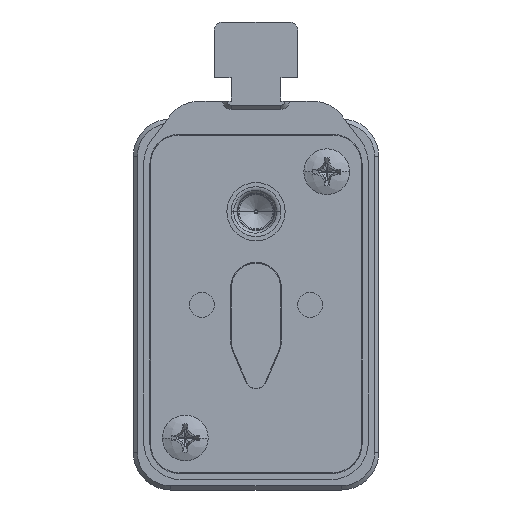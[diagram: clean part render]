
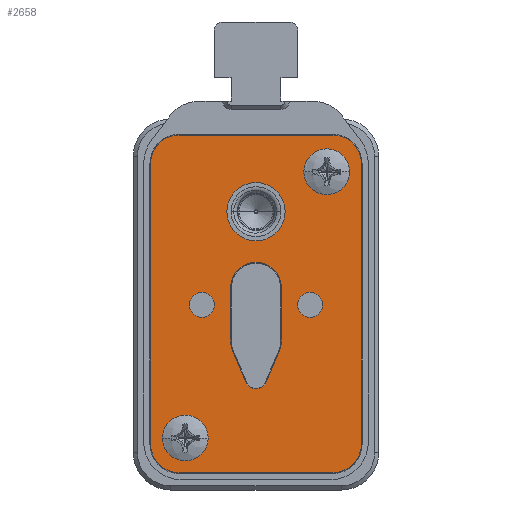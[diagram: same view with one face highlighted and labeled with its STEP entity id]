
A CAD part, front view. The second image highlights one B-rep face of the part: STEP entity #2658.
In plain terms, the highlighted face is planar.
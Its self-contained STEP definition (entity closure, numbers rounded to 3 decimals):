
#1004=CARTESIAN_POINT('',(9.25,17.,2.5));
#1005=DIRECTION('',(0.,0.,-1.));
#1006=DIRECTION('',(0.,1.,0.));
#1007=AXIS2_PLACEMENT_3D('',#1004,#1005,#1006);
#1009=CARTESIAN_POINT('',(9.25,-16.75,2.5));
#1010=DIRECTION('',(0.,0.,-1.));
#1011=DIRECTION('',(1.,0.,0.));
#1012=AXIS2_PLACEMENT_3D('',#1009,#1010,#1011);
#1014=CARTESIAN_POINT('',(-9.25,-16.75,2.5));
#1015=DIRECTION('',(0.,0.,-1.));
#1016=DIRECTION('',(0.,-1.,0.));
#1017=AXIS2_PLACEMENT_3D('',#1014,#1015,#1016);
#1019=CARTESIAN_POINT('',(-9.25,17.,2.5));
#1020=DIRECTION('',(0.,0.,-1.));
#1021=DIRECTION('',(-1.,0.,0.));
#1022=AXIS2_PLACEMENT_3D('',#1019,#1020,#1021);
#1024=CARTESIAN_POINT('',(8.5,16.,2.5));
#1025=DIRECTION('',(0.,0.,1.));
#1026=DIRECTION('',(1.,0.,0.));
#1027=AXIS2_PLACEMENT_3D('',#1024,#1025,#1026);
#1029=CARTESIAN_POINT('',(8.5,16.,2.5));
#1030=DIRECTION('',(0.,0.,1.));
#1031=DIRECTION('',(-1.,0.,0.));
#1032=AXIS2_PLACEMENT_3D('',#1029,#1030,#1031);
#1034=CARTESIAN_POINT('',(-8.5,-16.,2.5));
#1035=DIRECTION('',(0.,0.,1.));
#1036=DIRECTION('',(1.,0.,0.));
#1037=AXIS2_PLACEMENT_3D('',#1034,#1035,#1036);
#1039=CARTESIAN_POINT('',(-8.5,-16.,2.5));
#1040=DIRECTION('',(0.,0.,1.));
#1041=DIRECTION('',(-1.,0.,0.));
#1042=AXIS2_PLACEMENT_3D('',#1039,#1040,#1041);
#1044=CARTESIAN_POINT('',(0.,2.07,2.5));
#1045=DIRECTION('',(0.,0.,1.));
#1046=DIRECTION('',(1.,0.,0.));
#1047=AXIS2_PLACEMENT_3D('',#1044,#1045,#1046);
#1049=DIRECTION('',(0.,-1.,0.));
#1050=VECTOR('',#1049,6.411);
#1051=CARTESIAN_POINT('',(-3.05,2.07,2.5));
#1052=LINE('',#1051,#1050);
#1053=CARTESIAN_POINT('',(0.05,-4.341,2.5));
#1054=DIRECTION('',(0.,0.,1.));
#1055=DIRECTION('',(-1.,0.,0.));
#1056=AXIS2_PLACEMENT_3D('',#1053,#1054,#1055);
#1058=DIRECTION('',(0.395,-0.919,0.));
#1059=VECTOR('',#1058,4.057);
#1060=CARTESIAN_POINT('',(-2.798,-5.567,2.5));
#1061=LINE('',#1060,#1059);
#1062=CARTESIAN_POINT('',(0.,-8.78,2.5));
#1063=DIRECTION('',(0.,0.,1.));
#1064=DIRECTION('',(-0.919,-0.395,0.));
#1065=AXIS2_PLACEMENT_3D('',#1062,#1063,#1064);
#1067=DIRECTION('',(0.395,0.919,0.));
#1068=VECTOR('',#1067,4.057);
#1069=CARTESIAN_POINT('',(1.194,-9.294,2.5));
#1070=LINE('',#1069,#1068);
#1071=CARTESIAN_POINT('',(-0.05,-4.341,2.5));
#1072=DIRECTION('',(0.,0.,1.));
#1073=DIRECTION('',(0.919,-0.395,0.));
#1074=AXIS2_PLACEMENT_3D('',#1071,#1072,#1073);
#1076=DIRECTION('',(0.,1.,0.));
#1077=VECTOR('',#1076,6.411);
#1078=CARTESIAN_POINT('',(3.05,-4.341,2.5));
#1079=LINE('',#1078,#1077);
#1080=CARTESIAN_POINT('',(6.5,0.,2.5));
#1081=DIRECTION('',(0.,0.,1.));
#1082=DIRECTION('',(1.,0.,0.));
#1083=AXIS2_PLACEMENT_3D('',#1080,#1081,#1082);
#1085=CARTESIAN_POINT('',(6.5,0.,2.5));
#1086=DIRECTION('',(0.,0.,1.));
#1087=DIRECTION('',(-1.,0.,0.));
#1088=AXIS2_PLACEMENT_3D('',#1085,#1086,#1087);
#1090=CARTESIAN_POINT('',(-6.5,0.,2.5));
#1091=DIRECTION('',(0.,0.,1.));
#1092=DIRECTION('',(1.,0.,0.));
#1093=AXIS2_PLACEMENT_3D('',#1090,#1091,#1092);
#1095=CARTESIAN_POINT('',(-6.5,0.,2.5));
#1096=DIRECTION('',(0.,0.,1.));
#1097=DIRECTION('',(-1.,0.,0.));
#1098=AXIS2_PLACEMENT_3D('',#1095,#1096,#1097);
#1100=CARTESIAN_POINT('',(-0.099,11.2,2.5));
#1101=DIRECTION('',(0.,0.,-1.));
#1102=DIRECTION('',(-0.023,1.,0.));
#1103=AXIS2_PLACEMENT_3D('',#1100,#1101,#1102);
#1105=DIRECTION('',(0.,1.,0.));
#1106=VECTOR('',#1105,33.75);
#1107=CARTESIAN_POINT('',(12.662,-16.75,2.5));
#1108=LINE('',#1107,#1106);
#1117=DIRECTION('',(1.,0.,0.));
#1118=VECTOR('',#1117,18.5);
#1119=CARTESIAN_POINT('',(-9.25,-20.162,2.5));
#1120=LINE('',#1119,#1118);
#1129=DIRECTION('',(0.,-1.,0.));
#1130=VECTOR('',#1129,33.75);
#1131=CARTESIAN_POINT('',(-12.662,17.,2.5));
#1132=LINE('',#1131,#1130);
#1141=DIRECTION('',(-1.,0.,0.));
#1142=VECTOR('',#1141,18.5);
#1143=CARTESIAN_POINT('',(9.25,20.412,2.5));
#1144=LINE('',#1143,#1142);
#1451=CARTESIAN_POINT('',(-0.099,11.2,2.5));
#1452=DIRECTION('',(0.,0.,-1.));
#1453=DIRECTION('',(0.122,0.992,0.));
#1454=AXIS2_PLACEMENT_3D('',#1451,#1452,#1453);
#1644=CARTESIAN_POINT('',(9.25,20.412,2.5));
#1645=CARTESIAN_POINT('',(12.662,17.,2.5));
#1646=VERTEX_POINT('',#1644);
#1647=VERTEX_POINT('',#1645);
#1648=CARTESIAN_POINT('',(12.662,-16.75,2.5));
#1649=VERTEX_POINT('',#1648);
#1650=CARTESIAN_POINT('',(9.25,-20.162,2.5));
#1651=VERTEX_POINT('',#1650);
#1652=CARTESIAN_POINT('',(-9.25,-20.162,2.5));
#1653=VERTEX_POINT('',#1652);
#1654=CARTESIAN_POINT('',(-12.662,-16.75,2.5));
#1655=VERTEX_POINT('',#1654);
#1656=CARTESIAN_POINT('',(-12.662,17.,2.5));
#1657=VERTEX_POINT('',#1656);
#1658=CARTESIAN_POINT('',(-9.25,20.412,2.5));
#1659=VERTEX_POINT('',#1658);
#1660=CARTESIAN_POINT('',(10.25,16.,2.5));
#1661=CARTESIAN_POINT('',(6.75,16.,2.5));
#1662=VERTEX_POINT('',#1660);
#1663=VERTEX_POINT('',#1661);
#1664=CARTESIAN_POINT('',(-6.75,-16.,2.5));
#1665=CARTESIAN_POINT('',(-10.25,-16.,2.5));
#1666=VERTEX_POINT('',#1664);
#1667=VERTEX_POINT('',#1665);
#1668=CARTESIAN_POINT('',(3.05,2.07,2.5));
#1669=CARTESIAN_POINT('',(-3.05,2.07,2.5));
#1670=VERTEX_POINT('',#1668);
#1671=VERTEX_POINT('',#1669);
#1672=CARTESIAN_POINT('',(-3.05,-4.341,2.5));
#1673=VERTEX_POINT('',#1672);
#1674=CARTESIAN_POINT('',(-2.798,-5.567,2.5));
#1675=VERTEX_POINT('',#1674);
#1676=CARTESIAN_POINT('',(-1.194,-9.294,2.5));
#1677=VERTEX_POINT('',#1676);
#1678=CARTESIAN_POINT('',(1.194,-9.294,2.5));
#1679=VERTEX_POINT('',#1678);
#1680=CARTESIAN_POINT('',(2.798,-5.567,2.5));
#1681=VERTEX_POINT('',#1680);
#1682=CARTESIAN_POINT('',(3.05,-4.341,2.5));
#1683=VERTEX_POINT('',#1682);
#1684=CARTESIAN_POINT('',(8.,0.,2.5));
#1685=CARTESIAN_POINT('',(5.,0.,2.5));
#1686=VERTEX_POINT('',#1684);
#1687=VERTEX_POINT('',#1685);
#1688=CARTESIAN_POINT('',(-5.,0.,2.5));
#1689=CARTESIAN_POINT('',(-8.,0.,2.5));
#1690=VERTEX_POINT('',#1688);
#1691=VERTEX_POINT('',#1689);
#1773=CARTESIAN_POINT('',(-0.159,13.774,2.5));
#1775=VERTEX_POINT('',#1773);
#1777=CARTESIAN_POINT('',(0.216,13.755,2.5));
#1779=VERTEX_POINT('',#1777);
#2588=CARTESIAN_POINT('',(0.,0.,2.5));
#2589=DIRECTION('',(0.,0.,1.));
#2590=DIRECTION('',(1.,0.,0.));
#2591=AXIS2_PLACEMENT_3D('',#2588,#2589,#2590);
#2592=PLANE('',#2591);
#2593=ORIENTED_EDGE('',*,*,#2571,.T.);
#2595=ORIENTED_EDGE('',*,*,#2594,.F.);
#2597=ORIENTED_EDGE('',*,*,#2596,.T.);
#2599=ORIENTED_EDGE('',*,*,#2598,.F.);
#2601=ORIENTED_EDGE('',*,*,#2600,.T.);
#2603=ORIENTED_EDGE('',*,*,#2602,.F.);
#2605=ORIENTED_EDGE('',*,*,#2604,.T.);
#2607=ORIENTED_EDGE('',*,*,#2606,.F.);
#2608=EDGE_LOOP('',(#2593,#2595,#2597,#2599,#2601,#2603,#2605,#2607));
#2609=FACE_OUTER_BOUND('',#2608,.F.);
#2611=ORIENTED_EDGE('',*,*,#2610,.T.);
#2613=ORIENTED_EDGE('',*,*,#2612,.T.);
#2614=EDGE_LOOP('',(#2611,#2613));
#2615=FACE_BOUND('',#2614,.F.);
#2617=ORIENTED_EDGE('',*,*,#2616,.T.);
#2619=ORIENTED_EDGE('',*,*,#2618,.T.);
#2620=EDGE_LOOP('',(#2617,#2619));
#2621=FACE_BOUND('',#2620,.F.);
#2623=ORIENTED_EDGE('',*,*,#2622,.T.);
#2625=ORIENTED_EDGE('',*,*,#2624,.T.);
#2627=ORIENTED_EDGE('',*,*,#2626,.T.);
#2629=ORIENTED_EDGE('',*,*,#2628,.T.);
#2631=ORIENTED_EDGE('',*,*,#2630,.T.);
#2633=ORIENTED_EDGE('',*,*,#2632,.T.);
#2635=ORIENTED_EDGE('',*,*,#2634,.T.);
#2637=ORIENTED_EDGE('',*,*,#2636,.T.);
#2638=EDGE_LOOP('',(#2623,#2625,#2627,#2629,#2631,#2633,#2635,#2637));
#2639=FACE_BOUND('',#2638,.F.);
#2641=ORIENTED_EDGE('',*,*,#2640,.T.);
#2643=ORIENTED_EDGE('',*,*,#2642,.T.);
#2644=EDGE_LOOP('',(#2641,#2643));
#2645=FACE_BOUND('',#2644,.F.);
#2647=ORIENTED_EDGE('',*,*,#2646,.T.);
#2649=ORIENTED_EDGE('',*,*,#2648,.T.);
#2650=EDGE_LOOP('',(#2647,#2649));
#2651=FACE_BOUND('',#2650,.F.);
#2653=ORIENTED_EDGE('',*,*,#2652,.F.);
#2655=ORIENTED_EDGE('',*,*,#2654,.F.);
#2656=EDGE_LOOP('',(#2653,#2655));
#2657=FACE_BOUND('',#2656,.F.);
#1008=CIRCLE('',#1007,3.412);
#1013=CIRCLE('',#1012,3.412);
#1018=CIRCLE('',#1017,3.412);
#1023=CIRCLE('',#1022,3.412);
#1028=CIRCLE('',#1027,1.75);
#1033=CIRCLE('',#1032,1.75);
#1038=CIRCLE('',#1037,1.75);
#1043=CIRCLE('',#1042,1.75);
#1048=CIRCLE('',#1047,3.05);
#1057=CIRCLE('',#1056,3.1);
#1066=CIRCLE('',#1065,1.3);
#1075=CIRCLE('',#1074,3.1);
#1084=CIRCLE('',#1083,1.5);
#1089=CIRCLE('',#1088,1.5);
#1094=CIRCLE('',#1093,1.5);
#1099=CIRCLE('',#1098,1.5);
#1104=CIRCLE('',#1103,2.574);
#1455=CIRCLE('',#1454,2.574);
#2571=EDGE_CURVE('',#1646,#1647,#1008,.T.);
#2594=EDGE_CURVE('',#1649,#1647,#1108,.T.);
#2596=EDGE_CURVE('',#1649,#1651,#1013,.T.);
#2598=EDGE_CURVE('',#1653,#1651,#1120,.T.);
#2600=EDGE_CURVE('',#1653,#1655,#1018,.T.);
#2602=EDGE_CURVE('',#1657,#1655,#1132,.T.);
#2604=EDGE_CURVE('',#1657,#1659,#1023,.T.);
#2606=EDGE_CURVE('',#1646,#1659,#1144,.T.);
#2610=EDGE_CURVE('',#1662,#1663,#1028,.T.);
#2612=EDGE_CURVE('',#1663,#1662,#1033,.T.);
#2616=EDGE_CURVE('',#1666,#1667,#1038,.T.);
#2618=EDGE_CURVE('',#1667,#1666,#1043,.T.);
#2622=EDGE_CURVE('',#1670,#1671,#1048,.T.);
#2624=EDGE_CURVE('',#1671,#1673,#1052,.T.);
#2626=EDGE_CURVE('',#1673,#1675,#1057,.T.);
#2628=EDGE_CURVE('',#1675,#1677,#1061,.T.);
#2630=EDGE_CURVE('',#1677,#1679,#1066,.T.);
#2632=EDGE_CURVE('',#1679,#1681,#1070,.T.);
#2634=EDGE_CURVE('',#1681,#1683,#1075,.T.);
#2636=EDGE_CURVE('',#1683,#1670,#1079,.T.);
#2640=EDGE_CURVE('',#1686,#1687,#1084,.T.);
#2642=EDGE_CURVE('',#1687,#1686,#1089,.T.);
#2646=EDGE_CURVE('',#1690,#1691,#1094,.T.);
#2648=EDGE_CURVE('',#1691,#1690,#1099,.T.);
#2652=EDGE_CURVE('',#1779,#1775,#1455,.T.);
#2654=EDGE_CURVE('',#1775,#1779,#1104,.T.);
#2658=ADVANCED_FACE('',(#2609,#2615,#2621,#2639,#2645,#2651,#2657),#2592,.T.);
